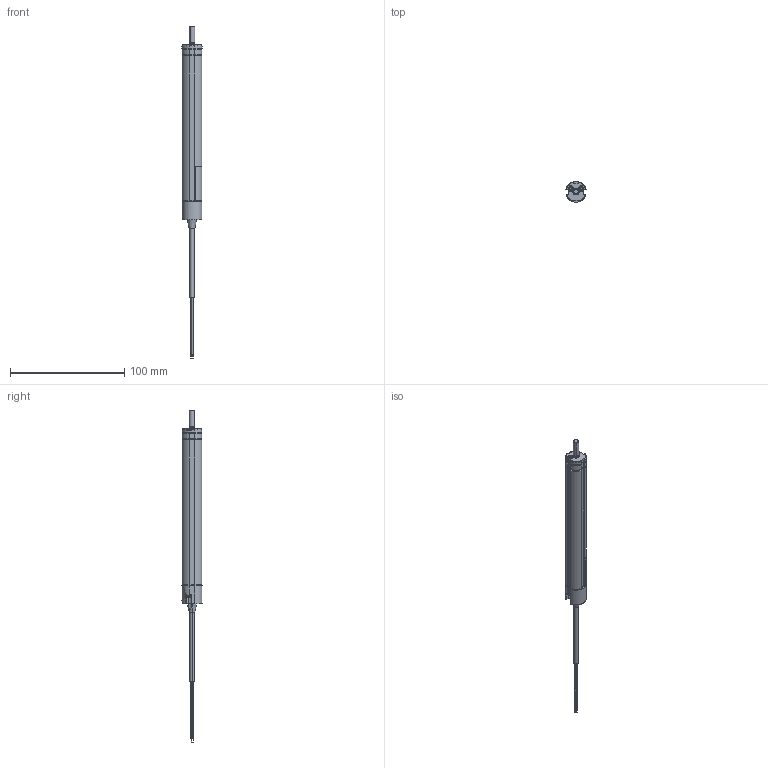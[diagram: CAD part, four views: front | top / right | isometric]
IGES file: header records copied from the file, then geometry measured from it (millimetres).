
Start section: SolidWorks IGES file using analytic representation for surfaces
Global section: file name: TEX-0100-411-002-302_retracted.IGS; native system: SolidWorks 2013; preprocessor: SolidWorks 2013; author: widmaier; date: 140711.105039; units: millimetre
Bounding box: 17.55 x 17.85 x 291 mm (x, y, z)
Surface area: 15771.8 mm2 (no closed solid volume)
Topology: 0 solids, 0 shells, 389 faces, 4484 edges, 4476 vertices
Faces by surface type: bspline 208, revolution 181
